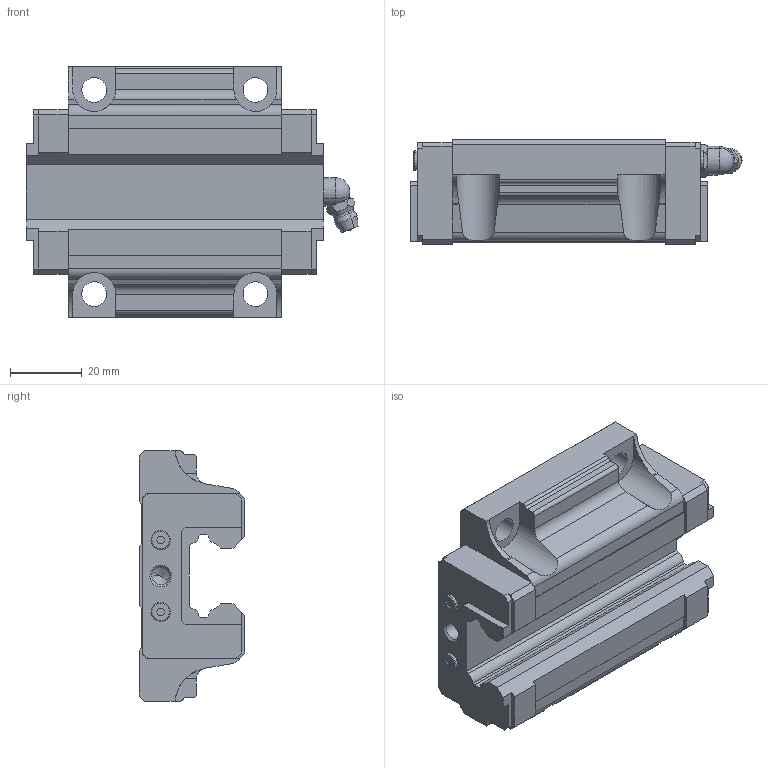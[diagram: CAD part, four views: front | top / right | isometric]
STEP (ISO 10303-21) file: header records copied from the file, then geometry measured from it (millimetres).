
FILE_DESCRIPTION(('CATIA V5 STEP Exchange'),'2;1');
FILE_NAME('HSV25CSS_BLOCK__B-M6F.stp','2015-11-25T01:28:59+00:00',('none'),('none'),'Version 5-6 Release 2012','CATIA V5 STEP AP203','none');
FILE_SCHEMA(('CONFIG_CONTROL_DESIGN'));
Length unit declared in the file: millimetre
Products named in the file (1): HSV25CSS_BLOCK_B-M6F
Assembly tree (2 placements, depth 2):
  HSV25CSS_BLOCK_B-M6F
    #57
    #6465
Bounding box: 92.7 x 29.5 x 70 mm (x, y, z)
Volume: 102185.6 mm3; surface area: 21978.5 mm2
Topology: 2 solids, 2 shells, 264 faces, 709 edges, 538 vertices
Faces by surface type: plane 168, cylinder 50, cone 28, torus 12, sphere 6
Entity records: 7892 total; most frequent: CARTESIAN_POINT 1798, ORIENTED_EDGE 1402, DIRECTION 961, EDGE_CURVE 701, VECTOR 486, LINE 486, VERTEX_POINT 454, AXIS2_PLACEMENT_3D 318
